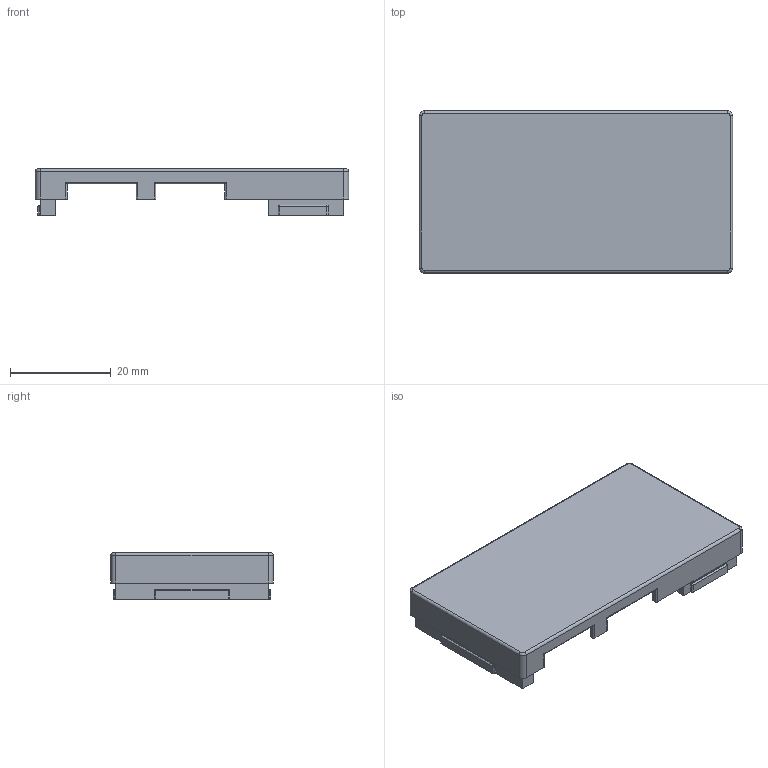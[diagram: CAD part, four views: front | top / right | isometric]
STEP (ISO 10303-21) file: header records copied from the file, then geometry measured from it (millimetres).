
FILE_DESCRIPTION(('CATIA V5 STEP Exchange'),'2;1');
FILE_NAME('USB-head.stp','2025-02-14T15:11:29+00:00',('none'),('none'),'CATIA Version 5 Release 21 GA (IN-10)','CATIA V5 STEP AP203','none');
FILE_SCHEMA(('CONFIG_CONTROL_DESIGN'));
Length unit declared in the file: millimetre
Products named in the file (1): Part11
Bounding box: 62.2 x 32.2 x 9.2 mm (x, y, z)
Volume: 4024.4 mm3; surface area: 6107 mm2
Topology: 1 solids, 1 shells, 103 faces, 275 edges, 168 vertices
Faces by surface type: plane 52, cylinder 41, sphere 6, torus 4
Entity records: 3002 total; most frequent: CARTESIAN_POINT 558, ORIENTED_EDGE 538, DIRECTION 421, EDGE_CURVE 269, VECTOR 191, LINE 191, VERTEX_POINT 168, AXIS2_PLACEMENT_3D 151
